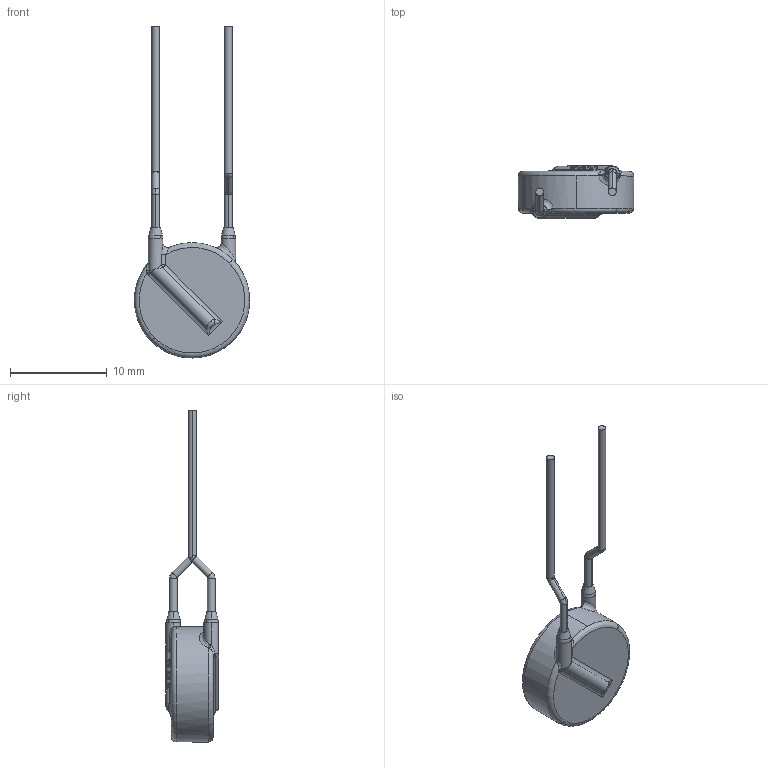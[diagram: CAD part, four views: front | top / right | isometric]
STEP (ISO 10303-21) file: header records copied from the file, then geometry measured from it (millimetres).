
FILE_DESCRIPTION (( 'STEP AP203' ), '1' );
FILE_NAME ('ISOM3-xxxMT_L2.STEP', '2021-07-07T20:10:37', ( '' ), ( '' ), 'SwSTEP 2.0', 'SolidWorks 2020', '' );
FILE_SCHEMA (( 'CONFIG_CONTROL_DESIGN' ));
Length unit declared in the file: inch
Products named in the file (9): GLASS_10-1; EPOKSI_K10_160; ISOM3-xxxMT_L2; ISOMOV_K10__14-701-1010_1_5_; EPOXY_AF0_SOLID_2; WIRE_AF0_SOLID_2; ISOMOV_K10__14-701-1010_1_5_-1; GLASS_10; WIRE_AF0_SOLID_1
Assembly tree (8 placements, depth 2):
  ISOM3-xxxMT_L2
    WIRE_AF0_SOLID_1
    WIRE_AF0_SOLID_2
    ISOMOV_K10__14-701-1010_1_5_
    GLASS_10
    GLASS_10-1
    ISOMOV_K10__14-701-1010_1_5_-1
    EPOXY_AF0_SOLID_2
    EPOKSI_K10_160
Bounding box: 11.9 x 5.47 x 34.26 mm (x, y, z)
Volume: 810.6 mm3; surface area: 1446.8 mm2
Topology: 8 solids, 8 shells, 1906 faces, 4991 edges, 3310 vertices
Faces by surface type: plane 1540, cylinder 211, bspline 101, cone 32, torus 20, sphere 2
Entity records: 64660 total; most frequent: CARTESIAN_POINT 17857, ORIENTED_EDGE 9978, DIRECTION 8419, EDGE_CURVE 4989, LINE 4023, VECTOR 4023, VERTEX_POINT 3310, AXIS2_PLACEMENT_3D 2198
